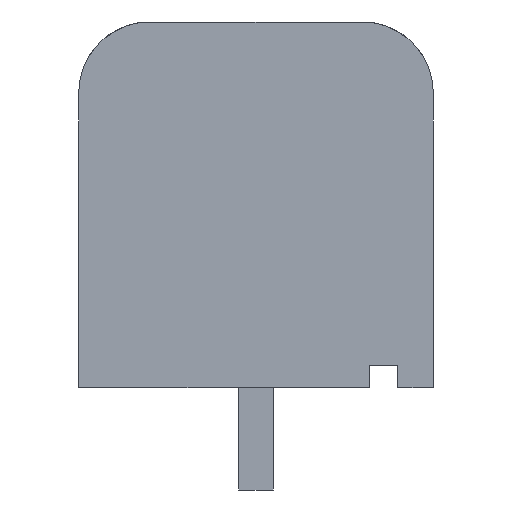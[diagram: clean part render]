
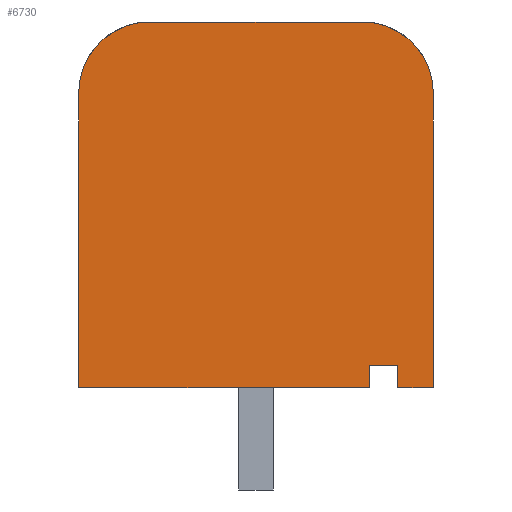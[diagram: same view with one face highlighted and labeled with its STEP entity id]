
A CAD part, left-side view. The second image highlights one B-rep face of the part: STEP entity #6730.
In plain terms, the highlighted planar face has unit normal (-1, 0, 0).
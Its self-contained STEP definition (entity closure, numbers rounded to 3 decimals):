
#13=CARTESIAN_POINT('',(-19.825,4.763,-3.175));
#14=DIRECTION('',(1.,0.,0.));
#15=DIRECTION('',(0.,1.,0.));
#16=AXIS2_PLACEMENT_3D('',#13,#14,#15);
#18=DIRECTION('',(0.,-1.,0.));
#19=VECTOR('',#18,9.525);
#20=CARTESIAN_POINT('',(-19.825,4.763,0.));
#21=LINE('',#20,#19);
#22=CARTESIAN_POINT('',(-19.825,-4.763,-3.175));
#23=DIRECTION('',(1.,0.,0.));
#24=DIRECTION('',(0.,0.,1.));
#25=AXIS2_PLACEMENT_3D('',#22,#23,#24);
#27=DIRECTION('',(0.,0.,-1.));
#28=VECTOR('',#27,13.208);
#29=CARTESIAN_POINT('',(-19.825,-7.938,-3.175));
#30=LINE('',#29,#28);
#31=DIRECTION('',(0.,1.,0.));
#32=VECTOR('',#31,1.588);
#33=CARTESIAN_POINT('',(-19.825,-7.938,-16.383));
#34=LINE('',#33,#32);
#35=DIRECTION('',(0.,0.,1.));
#36=VECTOR('',#35,1.016);
#37=CARTESIAN_POINT('',(-19.825,-6.35,-16.383));
#38=LINE('',#37,#36);
#39=DIRECTION('',(0.,1.,0.));
#40=VECTOR('',#39,1.27);
#41=CARTESIAN_POINT('',(-19.825,-6.35,-15.367));
#42=LINE('',#41,#40);
#43=DIRECTION('',(0.,0.,-1.));
#44=VECTOR('',#43,1.016);
#45=CARTESIAN_POINT('',(-19.825,-5.08,-15.367));
#46=LINE('',#45,#44);
#47=DIRECTION('',(0.,1.,0.));
#48=VECTOR('',#47,13.018);
#49=CARTESIAN_POINT('',(-19.825,-5.08,-16.383));
#50=LINE('',#49,#48);
#51=DIRECTION('',(0.,0.,1.));
#52=VECTOR('',#51,13.208);
#53=CARTESIAN_POINT('',(-19.825,7.938,-16.383));
#54=LINE('',#53,#52);
#5221=CARTESIAN_POINT('',(-19.825,7.938,-3.175));
#5222=CARTESIAN_POINT('',(-19.825,4.763,0.));
#5223=VERTEX_POINT('',#5221);
#5224=VERTEX_POINT('',#5222);
#5225=CARTESIAN_POINT('',(-19.825,-4.763,0.));
#5226=VERTEX_POINT('',#5225);
#5227=CARTESIAN_POINT('',(-19.825,-7.938,-3.175));
#5228=VERTEX_POINT('',#5227);
#5229=CARTESIAN_POINT('',(-19.825,-7.938,-16.383));
#5230=VERTEX_POINT('',#5229);
#5231=CARTESIAN_POINT('',(-19.825,-5.08,-16.383));
#5232=CARTESIAN_POINT('',(-19.825,7.938,-16.383));
#5233=VERTEX_POINT('',#5231);
#5234=VERTEX_POINT('',#5232);
#5649=CARTESIAN_POINT('',(-19.825,-6.35,-16.383));
#5650=VERTEX_POINT('',#5649);
#5651=CARTESIAN_POINT('',(-19.825,-6.35,-15.367));
#5652=VERTEX_POINT('',#5651);
#5653=CARTESIAN_POINT('',(-19.825,-5.08,-15.367));
#5654=VERTEX_POINT('',#5653);
#6703=CARTESIAN_POINT('',(-19.825,0.,0.));
#6704=DIRECTION('',(1.,0.,0.));
#6705=DIRECTION('',(0.,0.,-1.));
#6706=AXIS2_PLACEMENT_3D('',#6703,#6704,#6705);
#6707=PLANE('',#6706);
#6709=ORIENTED_EDGE('',*,*,#6708,.T.);
#6711=ORIENTED_EDGE('',*,*,#6710,.T.);
#6713=ORIENTED_EDGE('',*,*,#6712,.T.);
#6715=ORIENTED_EDGE('',*,*,#6714,.T.);
#6717=ORIENTED_EDGE('',*,*,#6716,.T.);
#6719=ORIENTED_EDGE('',*,*,#6718,.T.);
#6721=ORIENTED_EDGE('',*,*,#6720,.T.);
#6723=ORIENTED_EDGE('',*,*,#6722,.T.);
#6725=ORIENTED_EDGE('',*,*,#6724,.T.);
#6727=ORIENTED_EDGE('',*,*,#6726,.T.);
#6728=EDGE_LOOP('',(#6709,#6711,#6713,#6715,#6717,#6719,#6721,#6723,#6725,
#6727));
#6729=FACE_OUTER_BOUND('',#6728,.F.);
#17=CIRCLE('',#16,3.175);
#26=CIRCLE('',#25,3.175);
#6708=EDGE_CURVE('',#5223,#5224,#17,.T.);
#6710=EDGE_CURVE('',#5224,#5226,#21,.T.);
#6712=EDGE_CURVE('',#5226,#5228,#26,.T.);
#6714=EDGE_CURVE('',#5228,#5230,#30,.T.);
#6716=EDGE_CURVE('',#5230,#5650,#34,.T.);
#6718=EDGE_CURVE('',#5650,#5652,#38,.T.);
#6720=EDGE_CURVE('',#5652,#5654,#42,.T.);
#6722=EDGE_CURVE('',#5654,#5233,#46,.T.);
#6724=EDGE_CURVE('',#5233,#5234,#50,.T.);
#6726=EDGE_CURVE('',#5234,#5223,#54,.T.);
#6730=ADVANCED_FACE('',(#6729),#6707,.F.);
